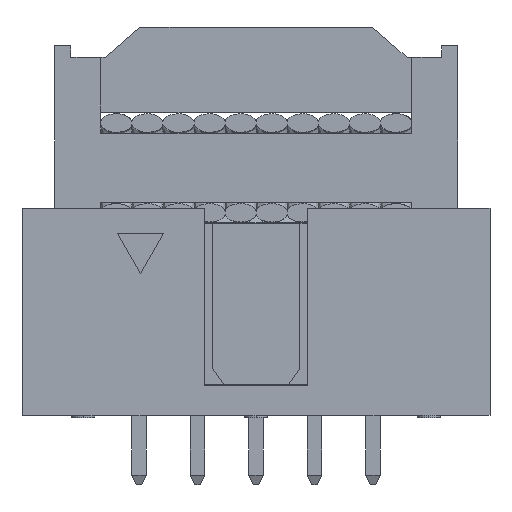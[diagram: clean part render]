
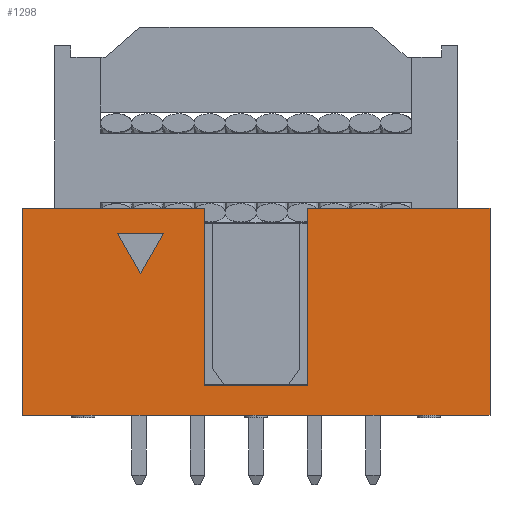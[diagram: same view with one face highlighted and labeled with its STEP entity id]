
A CAD part, front view. The second image highlights one B-rep face of the part: STEP entity #1298.
In plain terms, the highlighted planar face has unit normal (0, -1, 0).
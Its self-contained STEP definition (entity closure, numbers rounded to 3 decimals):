
#271 = VERTEX_POINT('',#272);
#272 = CARTESIAN_POINT('',(15.24,-3.28,0.15));
#278 = EDGE_CURVE('',#279,#271,#281,.T.);
#279 = VERTEX_POINT('',#280);
#280 = CARTESIAN_POINT('',(-5.08,-3.28,0.15));
#281 = LINE('',#282,#283);
#282 = CARTESIAN_POINT('',(-5.08,-3.28,0.15));
#283 = VECTOR('',#284,1.);
#284 = DIRECTION('',(1.,0.,0.));
#832 = EDGE_CURVE('',#833,#279,#835,.T.);
#833 = VERTEX_POINT('',#834);
#834 = CARTESIAN_POINT('',(-5.08,-3.28,9.15));
#835 = LINE('',#836,#837);
#836 = CARTESIAN_POINT('',(-5.08,-3.28,9.15));
#837 = VECTOR('',#838,1.);
#838 = DIRECTION('',(0.,0.,-1.));
#1193 = VERTEX_POINT('',#1194);
#1194 = CARTESIAN_POINT('',(15.24,-3.28,9.15));
#1200 = EDGE_CURVE('',#1193,#271,#1201,.T.);
#1201 = LINE('',#1202,#1203);
#1202 = CARTESIAN_POINT('',(15.24,-3.28,9.15));
#1203 = VECTOR('',#1204,1.);
#1204 = DIRECTION('',(0.,0.,-1.));
#1298 = ADVANCED_FACE('',(#1299,#1325),#1368,.F.);
#1299 = FACE_BOUND('',#1300,.T.);
#1300 = EDGE_LOOP('',(#1301,#1311,#1319));
#1301 = ORIENTED_EDGE('',*,*,#1302,.F.);
#1302 = EDGE_CURVE('',#1303,#1305,#1307,.T.);
#1303 = VERTEX_POINT('',#1304);
#1304 = CARTESIAN_POINT('',(0.065,-3.28,6.305));
#1305 = VERTEX_POINT('',#1306);
#1306 = CARTESIAN_POINT('',(1.065,-3.28,8.073));
#1307 = LINE('',#1308,#1309);
#1308 = CARTESIAN_POINT('',(1.065,-3.28,8.073));
#1309 = VECTOR('',#1310,1.);
#1310 = DIRECTION('',(0.492,0.,0.87)
  );
#1311 = ORIENTED_EDGE('',*,*,#1312,.F.);
#1312 = EDGE_CURVE('',#1313,#1303,#1315,.T.);
#1313 = VERTEX_POINT('',#1314);
#1314 = CARTESIAN_POINT('',(-0.935,-3.28,8.073));
#1315 = LINE('',#1316,#1317);
#1316 = CARTESIAN_POINT('',(0.065,-3.28,6.305));
#1317 = VECTOR('',#1318,1.);
#1318 = DIRECTION('',(0.492,0.,-0.87
    ));
#1319 = ORIENTED_EDGE('',*,*,#1320,.F.);
#1320 = EDGE_CURVE('',#1305,#1313,#1321,.T.);
#1321 = LINE('',#1322,#1323);
#1322 = CARTESIAN_POINT('',(-0.935,-3.28,8.073));
#1323 = VECTOR('',#1324,1.);
#1324 = DIRECTION('',(-1.,0.,0.));
#1325 = FACE_BOUND('',#1326,.T.);
#1326 = EDGE_LOOP('',(#1327,#1335,#1343,#1351,#1359,#1365,#1366,#1367));
#1327 = ORIENTED_EDGE('',*,*,#1328,.F.);
#1328 = EDGE_CURVE('',#1329,#1193,#1331,.T.);
#1329 = VERTEX_POINT('',#1330);
#1330 = CARTESIAN_POINT('',(7.33,-3.28,9.15));
#1331 = LINE('',#1332,#1333);
#1332 = CARTESIAN_POINT('',(-5.08,-3.28,9.15));
#1333 = VECTOR('',#1334,1.);
#1334 = DIRECTION('',(1.,0.,0.));
#1335 = ORIENTED_EDGE('',*,*,#1336,.F.);
#1336 = EDGE_CURVE('',#1337,#1329,#1339,.T.);
#1337 = VERTEX_POINT('',#1338);
#1338 = CARTESIAN_POINT('',(7.33,-3.28,1.45));
#1339 = LINE('',#1340,#1341);
#1340 = CARTESIAN_POINT('',(7.33,-3.28,9.15));
#1341 = VECTOR('',#1342,1.);
#1342 = DIRECTION('',(0.,0.,1.));
#1343 = ORIENTED_EDGE('',*,*,#1344,.F.);
#1344 = EDGE_CURVE('',#1345,#1337,#1347,.T.);
#1345 = VERTEX_POINT('',#1346);
#1346 = CARTESIAN_POINT('',(2.83,-3.28,1.45));
#1347 = LINE('',#1348,#1349);
#1348 = CARTESIAN_POINT('',(2.83,-3.28,1.45));
#1349 = VECTOR('',#1350,1.);
#1350 = DIRECTION('',(1.,0.,0.));
#1351 = ORIENTED_EDGE('',*,*,#1352,.F.);
#1352 = EDGE_CURVE('',#1353,#1345,#1355,.T.);
#1353 = VERTEX_POINT('',#1354);
#1354 = CARTESIAN_POINT('',(2.83,-3.28,9.15));
#1355 = LINE('',#1356,#1357);
#1356 = CARTESIAN_POINT('',(2.83,-3.28,9.15));
#1357 = VECTOR('',#1358,1.);
#1358 = DIRECTION('',(0.,0.,-1.));
#1359 = ORIENTED_EDGE('',*,*,#1360,.F.);
#1360 = EDGE_CURVE('',#833,#1353,#1361,.T.);
#1361 = LINE('',#1362,#1363);
#1362 = CARTESIAN_POINT('',(-5.08,-3.28,9.15));
#1363 = VECTOR('',#1364,1.);
#1364 = DIRECTION('',(1.,0.,0.));
#1365 = ORIENTED_EDGE('',*,*,#832,.T.);
#1366 = ORIENTED_EDGE('',*,*,#278,.T.);
#1367 = ORIENTED_EDGE('',*,*,#1200,.F.);
#1368 = PLANE('',#1369);
#1369 = AXIS2_PLACEMENT_3D('',#1370,#1371,#1372);
#1370 = CARTESIAN_POINT('',(-5.08,-3.28,9.15));
#1371 = DIRECTION('',(0.,1.,0.));
#1372 = DIRECTION('',(-1.,0.,0.));
